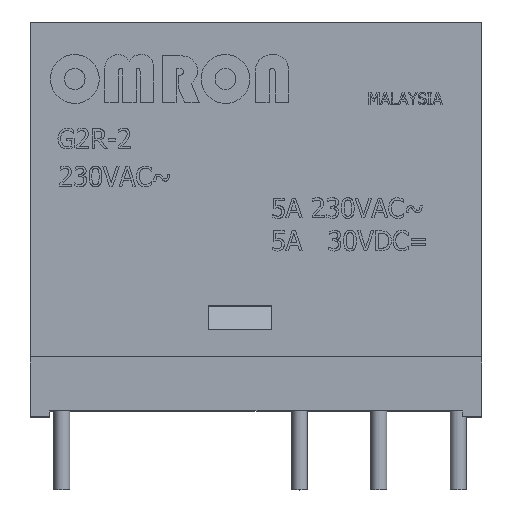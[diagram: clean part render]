
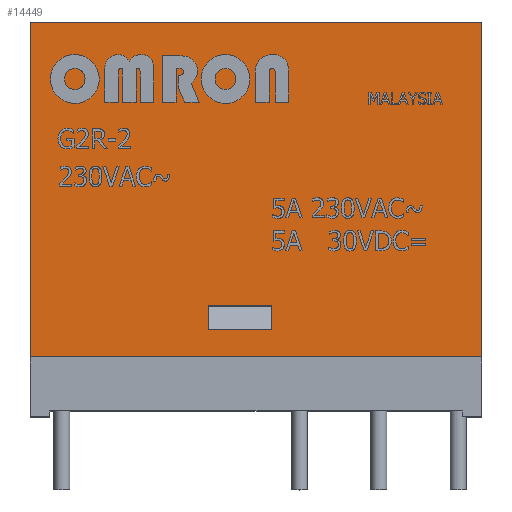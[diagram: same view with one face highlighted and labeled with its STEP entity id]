
A CAD part, top view. The second image highlights one B-rep face of the part: STEP entity #14449.
In plain terms, the highlighted face is planar.
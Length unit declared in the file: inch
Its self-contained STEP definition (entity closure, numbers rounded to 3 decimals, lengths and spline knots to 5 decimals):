
#1025 = LINE ( 'NONE', #19090, #42601 ) ;
#3796 = CARTESIAN_POINT ( 'NONE',  ( 0., -0.845, -0.5 ) ) ;
#3833 = ORIENTED_EDGE ( 'NONE', *, *, #46277, .T. ) ;
#4754 = CARTESIAN_POINT ( 'NONE',  ( 1.14, -0.845, -0.5 ) ) ;
#5259 = EDGE_LOOP ( 'NONE', ( #23194, #20563, #22081, #28558 ) ) ;
#7467 = DIRECTION ( 'NONE',  ( -1., 0., 0. ) ) ;
#7596 = VERTEX_POINT ( 'NONE', #18554 ) ;
#8729 = VERTEX_POINT ( 'NONE', #17713 ) ;
#8956 = ORIENTED_EDGE ( 'NONE', *, *, #36342, .T. ) ;
#9896 = CARTESIAN_POINT ( 'NONE',  ( 0.45, -0.13, -0.5 ) ) ;
#9900 = EDGE_CURVE ( 'NONE', #39635, #18465, #21346, .T. ) ;
#11628 = LINE ( 'NONE', #11907, #43849 ) ;
#11907 = CARTESIAN_POINT ( 'NONE',  ( 0.45, 0., -0.5 ) ) ;
#12822 = EDGE_CURVE ( 'NONE', #42989, #41934, #28962, .T. ) ;
#14449 = ADVANCED_FACE ( 'NONE', ( #34865, #34088 ), #38290, .T. ) ;
#14487 = CARTESIAN_POINT ( 'NONE',  ( 1.14, -0.845, -0.5 ) ) ;
#14507 = LINE ( 'NONE', #18663, #48286 ) ;
#15044 = DIRECTION ( 'NONE',  ( 1., 0., 0. ) ) ;
#16591 = EDGE_CURVE ( 'NONE', #19723, #23443, #11628, .T. ) ;
#17388 = VECTOR ( 'NONE', #41028, 39.37008 ) ;
#17713 = CARTESIAN_POINT ( 'NONE',  ( 0.61, -0.13, -0.5 ) ) ;
#18465 = VERTEX_POINT ( 'NONE', #14487 ) ;
#18554 = CARTESIAN_POINT ( 'NONE',  ( 0.61, -0.07, -0.5 ) ) ;
#18663 = CARTESIAN_POINT ( 'NONE',  ( 0.61, 0., -0.5 ) ) ;
#19003 = VECTOR ( 'NONE', #42803, 39.37008 ) ;
#19090 = CARTESIAN_POINT ( 'NONE',  ( 1.14, -0.07, -0.5 ) ) ;
#19314 = EDGE_CURVE ( 'NONE', #41934, #39635, #45806, .T. ) ;
#19324 = DIRECTION ( 'NONE',  ( 0., 0., -1. ) ) ;
#19648 = CARTESIAN_POINT ( 'NONE',  ( 1.14, 0., -0.5 ) ) ;
#19723 = VERTEX_POINT ( 'NONE', #44685 ) ;
#20563 = ORIENTED_EDGE ( 'NONE', *, *, #9900, .T. ) ;
#21346 = LINE ( 'NONE', #28510, #23468 ) ;
#21543 = CARTESIAN_POINT ( 'NONE',  ( 0., 0., -0.5 ) ) ;
#22081 = ORIENTED_EDGE ( 'NONE', *, *, #37089, .T. ) ;
#22474 = DIRECTION ( 'NONE',  ( 0., -1., 0. ) ) ;
#22791 = CARTESIAN_POINT ( 'NONE',  ( 1.14, 0., -0.5 ) ) ;
#22835 = DIRECTION ( 'NONE',  ( 1., 0., 0. ) ) ;
#23194 = ORIENTED_EDGE ( 'NONE', *, *, #19314, .T. ) ;
#23443 = VERTEX_POINT ( 'NONE', #9896 ) ;
#23468 = VECTOR ( 'NONE', #44046, 39.37008 ) ;
#24849 = ORIENTED_EDGE ( 'NONE', *, *, #38283, .T. ) ;
#26995 = DIRECTION ( 'NONE',  ( -1., 0., 0. ) ) ;
#27888 = ORIENTED_EDGE ( 'NONE', *, *, #16591, .T. ) ;
#28510 = CARTESIAN_POINT ( 'NONE',  ( 1.14, 0., -0.5 ) ) ;
#28558 = ORIENTED_EDGE ( 'NONE', *, *, #12822, .T. ) ;
#28962 = LINE ( 'NONE', #21543, #17388 ) ;
#30870 = VECTOR ( 'NONE', #15044, 39.37008 ) ;
#31263 = CARTESIAN_POINT ( 'NONE',  ( 0., 0., -0.5 ) ) ;
#31459 = AXIS2_PLACEMENT_3D ( 'NONE', #22791, #19324, #7467 ) ;
#34088 = FACE_OUTER_BOUND ( 'NONE', #5259, .T. ) ;
#34865 = FACE_BOUND ( 'NONE', #37272, .T. ) ;
#35110 = LINE ( 'NONE', #4754, #19003 ) ;
#36342 = EDGE_CURVE ( 'NONE', #7596, #19723, #1025, .T. ) ;
#36944 = CARTESIAN_POINT ( 'NONE',  ( 1.14, -0.13, -0.5 ) ) ;
#37089 = EDGE_CURVE ( 'NONE', #18465, #42989, #35110, .T. ) ;
#37272 = EDGE_LOOP ( 'NONE', ( #27888, #24849, #3833, #8956 ) ) ;
#38283 = EDGE_CURVE ( 'NONE', #23443, #8729, #40928, .T. ) ;
#38290 = PLANE ( 'NONE',  #31459 ) ;
#39635 = VERTEX_POINT ( 'NONE', #41789 ) ;
#40928 = LINE ( 'NONE', #36944, #30870 ) ;
#41028 = DIRECTION ( 'NONE',  ( 0., 1., 0. ) ) ;
#41789 = CARTESIAN_POINT ( 'NONE',  ( 1.14, 0., -0.5 ) ) ;
#41934 = VERTEX_POINT ( 'NONE', #31263 ) ;
#42601 = VECTOR ( 'NONE', #26995, 39.37008 ) ;
#42803 = DIRECTION ( 'NONE',  ( -1., 0., 0. ) ) ;
#42989 = VERTEX_POINT ( 'NONE', #3796 ) ;
#43849 = VECTOR ( 'NONE', #22474, 39.37008 ) ;
#44027 = VECTOR ( 'NONE', #22835, 39.37008 ) ;
#44046 = DIRECTION ( 'NONE',  ( 0., -1., 0. ) ) ;
#44685 = CARTESIAN_POINT ( 'NONE',  ( 0.45, -0.07, -0.5 ) ) ;
#44824 = DIRECTION ( 'NONE',  ( 0., 1., 0. ) ) ;
#45806 = LINE ( 'NONE', #19648, #44027 ) ;
#46277 = EDGE_CURVE ( 'NONE', #8729, #7596, #14507, .T. ) ;
#48286 = VECTOR ( 'NONE', #44824, 39.37008 ) ;
